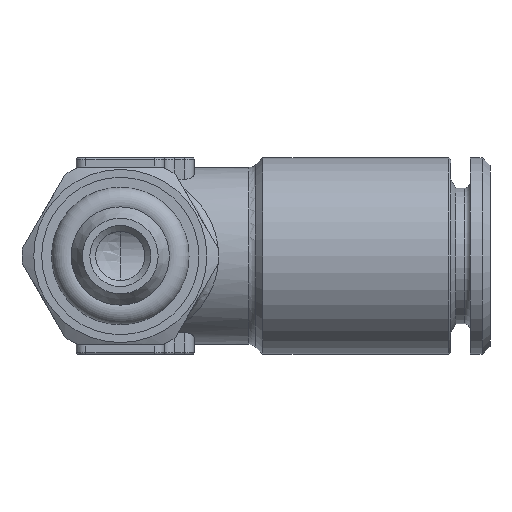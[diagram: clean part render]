
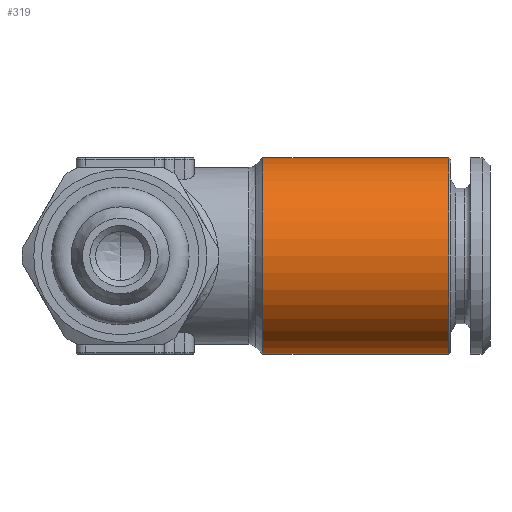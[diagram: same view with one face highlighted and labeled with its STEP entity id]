
A CAD part, front view. The second image highlights one B-rep face of the part: STEP entity #319.
In plain terms, the highlighted cylindrical face has radius 5 mm (diameter 10 mm), a full revolution.
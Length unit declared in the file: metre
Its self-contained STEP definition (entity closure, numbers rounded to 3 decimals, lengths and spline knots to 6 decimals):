
#319 = ADVANCED_FACE( 'NONE', ( #665, #666 ), #667, .T. );
#665 = FACE_OUTER_BOUND( '', #1147, .T. );
#666 = FACE_OUTER_BOUND( '', #1148, .T. );
#667 = CYLINDRICAL_SURFACE( '', #1149, 0.005 );
#1147 = EDGE_LOOP( '', ( #1948 ) );
#1148 = EDGE_LOOP( '', ( #1949 ) );
#1149 = AXIS2_PLACEMENT_3D( '', #1950, #1951, #1952 );
#1948 = ORIENTED_EDGE( '', *, *, #1984, .T. );
#1949 = ORIENTED_EDGE( '', *, *, #2239, .T. );
#1950 = CARTESIAN_POINT( '', ( 0., 0., 0. ) );
#1951 = DIRECTION( '', ( 1., 0., 0. ) );
#1952 = DIRECTION( '', ( 0., 0., 1. ) );
#1984 = EDGE_CURVE( 'NONE', #2311, #2311, #2312, .T. );
#2239 = EDGE_CURVE( 'NONE', #2683, #2683, #2684, .T. );
#2311 = VERTEX_POINT( '', #2773 );
#2312 = CIRCLE( '', #2774, 0.005 );
#2683 = VERTEX_POINT( '', #3526 );
#2684 = CIRCLE( '', #3527, 0.005 );
#2773 = CARTESIAN_POINT( '', ( 0.00725, 0., -0.005 ) );
#2774 = AXIS2_PLACEMENT_3D( '', #3608, #3609, #3610 );
#3526 = CARTESIAN_POINT( '', ( 0.0167, 0., 0.005 ) );
#3527 = AXIS2_PLACEMENT_3D( '', #3910, #3911, #3912 );
#3608 = CARTESIAN_POINT( '', ( 0.00725, 0., 0. ) );
#3609 = DIRECTION( '', ( 1., 0., 0. ) );
#3610 = DIRECTION( '', ( 0., 0., -1. ) );
#3910 = CARTESIAN_POINT( '', ( 0.0167, 0., 0. ) );
#3911 = DIRECTION( '', ( -1., 0., 0. ) );
#3912 = DIRECTION( '', ( 0., 0., 1. ) );
